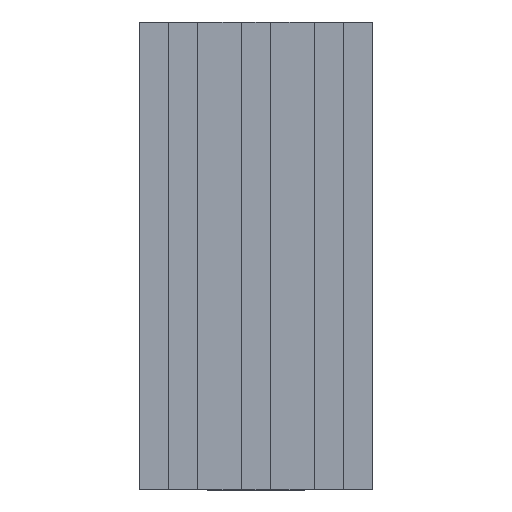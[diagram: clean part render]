
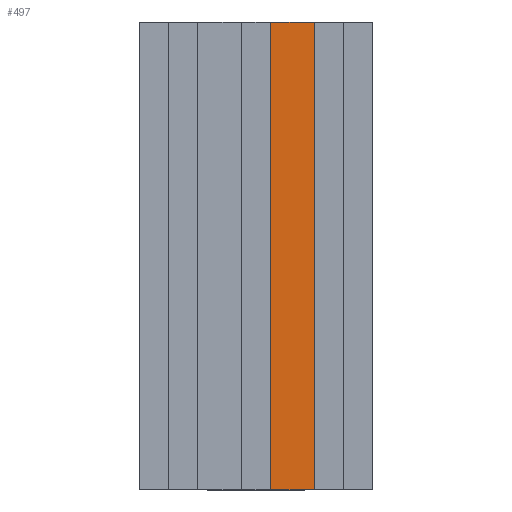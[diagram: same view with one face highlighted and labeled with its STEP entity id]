
A CAD part, top view. The second image highlights one B-rep face of the part: STEP entity #497.
In plain terms, the highlighted planar face has unit normal (0, 0, 1).
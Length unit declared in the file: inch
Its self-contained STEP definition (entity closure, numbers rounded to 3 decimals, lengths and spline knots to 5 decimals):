
#436=CARTESIAN_POINT('',(0.75,3.,0.375));
#437=VERTEX_POINT('',#436);
#444=CARTESIAN_POINT('',(0.75,-3.,0.375));
#445=VERTEX_POINT('',#444);
#446=CARTESIAN_POINT('',(0.75,0.,0.375));
#447=DIRECTION('',(0.,1.,0.));
#448=VECTOR('',#447,1.);
#449=LINE('',#446,#448);
#450=EDGE_CURVE('',#445,#437,#449,.T.);
#467=CARTESIAN_POINT('',(0.1875,3.,0.375));
#468=VERTEX_POINT('',#467);
#469=CARTESIAN_POINT('',(0.1875,3.,0.375));
#470=DIRECTION('',(-1.,0.,0.));
#471=VECTOR('',#470,1.);
#472=LINE('',#469,#471);
#473=EDGE_CURVE('',#437,#468,#472,.T.);
#474=ORIENTED_EDGE('',*,*,#473,.T.);
#475=CARTESIAN_POINT('',(0.1875,-3.,0.375));
#476=VERTEX_POINT('',#475);
#477=CARTESIAN_POINT('',(0.1875,0.,0.375));
#478=DIRECTION('',(0.,1.,0.));
#479=VECTOR('',#478,1.);
#480=LINE('',#477,#479);
#481=EDGE_CURVE('',#476,#468,#480,.T.);
#482=ORIENTED_EDGE('',*,*,#481,.F.);
#483=CARTESIAN_POINT('',(0.1875,-3.,0.375));
#484=DIRECTION('',(1.,0.,0.));
#485=VECTOR('',#484,1.);
#486=LINE('',#483,#485);
#487=EDGE_CURVE('',#476,#445,#486,.T.);
#488=ORIENTED_EDGE('',*,*,#487,.T.);
#489=ORIENTED_EDGE('',*,*,#450,.T.);
#490=EDGE_LOOP('',(#474,#482,#488,#489));
#491=FACE_OUTER_BOUND('',#490,.T.);
#492=CARTESIAN_POINT('',(0.46875,0.,0.375));
#493=DIRECTION('',(0.,0.,1.));
#494=DIRECTION('',(1.,0.,0.));
#495=AXIS2_PLACEMENT_3D('',#492,#493,#494);
#496=PLANE('',#495);
#497=ADVANCED_FACE('',(#491),#496,.T.);
